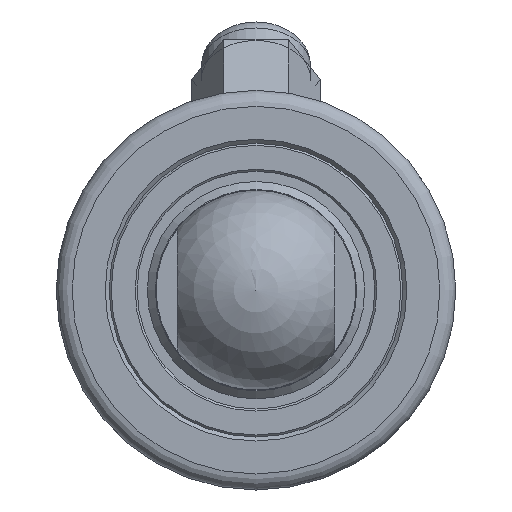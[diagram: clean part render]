
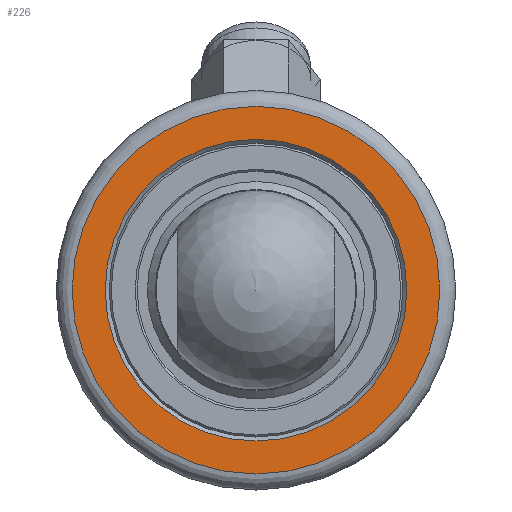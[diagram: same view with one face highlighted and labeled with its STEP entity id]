
A CAD part, left-side view. The second image highlights one B-rep face of the part: STEP entity #226.
In plain terms, the highlighted face is planar.
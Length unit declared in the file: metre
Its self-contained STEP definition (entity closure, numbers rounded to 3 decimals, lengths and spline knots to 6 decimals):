
#226 = ADVANCED_FACE( '', ( #413, #414 ), #415, .T. );
#413 = FACE_BOUND( '', #625, .T. );
#414 = FACE_OUTER_BOUND( '', #626, .T. );
#415 = PLANE( '', #627 );
#625 = EDGE_LOOP( '', ( #881 ) );
#626 = EDGE_LOOP( '', ( #882 ) );
#627 = AXIS2_PLACEMENT_3D( '', #883, #884, #885 );
#881 = ORIENTED_EDGE( '', *, *, #1210, .T. );
#882 = ORIENTED_EDGE( '', *, *, #1211, .T. );
#883 = CARTESIAN_POINT( '', ( 0.0025, 0., 0. ) );
#884 = DIRECTION( '', ( 1., 0., 0. ) );
#885 = DIRECTION( '', ( 0., 1., 0. ) );
#1210 = EDGE_CURVE( '', #1386, #1386, #1387, .F. );
#1211 = EDGE_CURVE( '', #1388, #1388, #1389, .T. );
#1386 = VERTEX_POINT( '', #1726 );
#1387 = CIRCLE( '', #1727, 0.018875 );
#1388 = VERTEX_POINT( '', #1728 );
#1389 = CIRCLE( '', #1729, 0.023 );
#1726 = CARTESIAN_POINT( '', ( 0.0025, 0., -0.018875 ) );
#1727 = AXIS2_PLACEMENT_3D( '', #1958, #1959, #1960 );
#1728 = CARTESIAN_POINT( '', ( 0.0025, 0., -0.023 ) );
#1729 = AXIS2_PLACEMENT_3D( '', #1961, #1962, #1963 );
#1958 = CARTESIAN_POINT( '', ( 0.0025, 0., 0. ) );
#1959 = DIRECTION( '', ( 1., 0., 0. ) );
#1960 = DIRECTION( '', ( 0., 0., -1. ) );
#1961 = CARTESIAN_POINT( '', ( 0.0025, 0., 0. ) );
#1962 = DIRECTION( '', ( 1., 0., 0. ) );
#1963 = DIRECTION( '', ( 0., 0., -1. ) );
